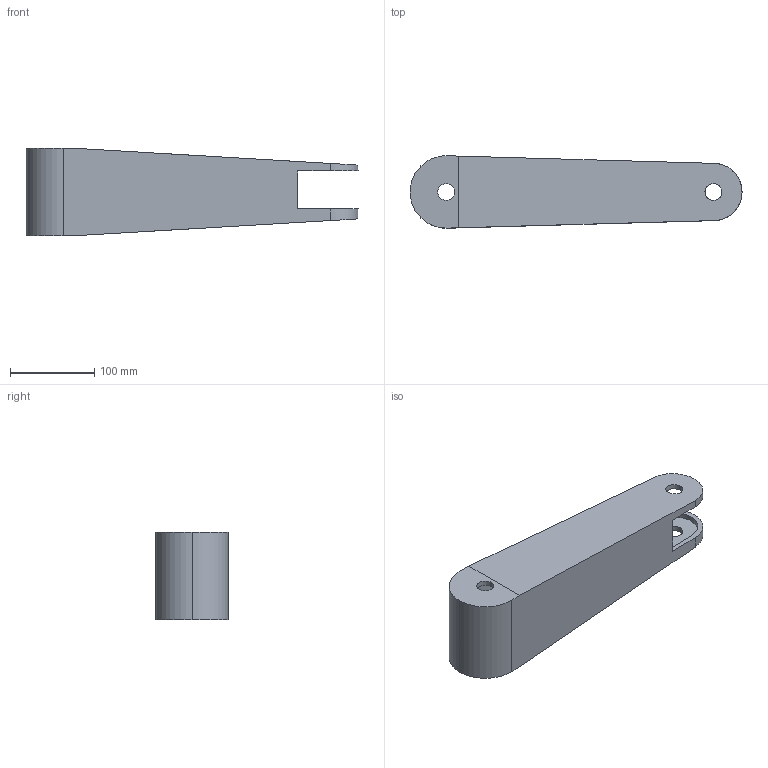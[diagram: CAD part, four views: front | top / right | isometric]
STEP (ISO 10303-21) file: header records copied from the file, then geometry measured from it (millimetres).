
FILE_DESCRIPTION (( 'STEP AP203' ), '1' );
FILE_NAME ('avant bras_Défaut_sldprt.STEP', '2017-05-18T16:02:19', ( '' ), ( '' ), 'SwSTEP 2.0', 'SolidWorks 2016', '' );
FILE_SCHEMA (( 'CONFIG_CONTROL_DESIGN' ));
Length unit declared in the file: millimetre
Products named in the file (1): avant bras_Défaut_sldprt
Bounding box: 394.5 x 85.97 x 104 mm (x, y, z)
Volume: 682403.2 mm3; surface area: 231809.6 mm2
Topology: 1 solids, 1 shells, 32 faces, 90 edges, 60 vertices
Faces by surface type: cylinder 16, plane 16
Entity records: 1127 total; most frequent: CARTESIAN_POINT 219, ORIENTED_EDGE 180, DIRECTION 164, EDGE_CURVE 90, VERTEX_POINT 60, LINE 58, VECTOR 58, AXIS2_PLACEMENT_3D 53
